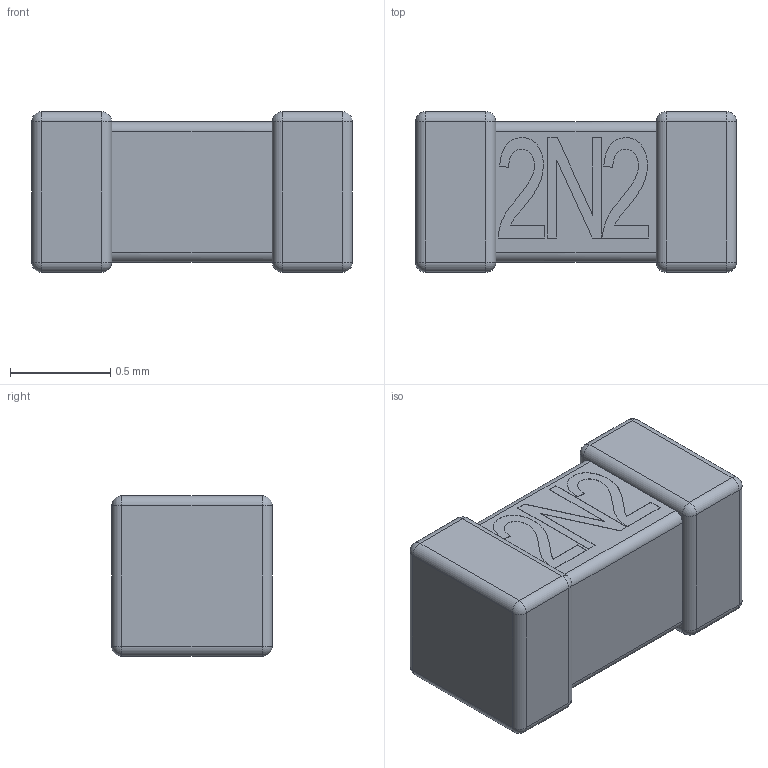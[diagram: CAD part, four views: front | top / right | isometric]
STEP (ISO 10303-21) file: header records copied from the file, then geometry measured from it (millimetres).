
FILE_DESCRIPTION ( ( 'STEP AP214' ), '1' );
FILE_NAME ( '0603_smd_inductor_2N2.STEP', '', ( '' ), ( '' ), '', '', '' );
FILE_SCHEMA (( 'AUTOMOTIVE_DESIGN' ));
Length unit declared in the file: millimetre
Products named in the file (1): 0603_smd_inductor_2N2
Bounding box: 1.6 x 0.8 x 0.8 mm (x, y, z)
Volume: 0.9 mm3; surface area: 6 mm2
Topology: 1 solids, 1 shells, 101 faces, 256 edges, 144 vertices
Faces by surface type: plane 35, cylinder 32, bspline 18, sphere 16
Entity records: 4984 total; most frequent: CARTESIAN_POINT 1680, ORIENTED_EDGE 480, DIRECTION 396, EDGE_CURVE 240, VERTEX_POINT 144, AXIS2_PLACEMENT_3D 132, VECTOR 132, LINE 132
